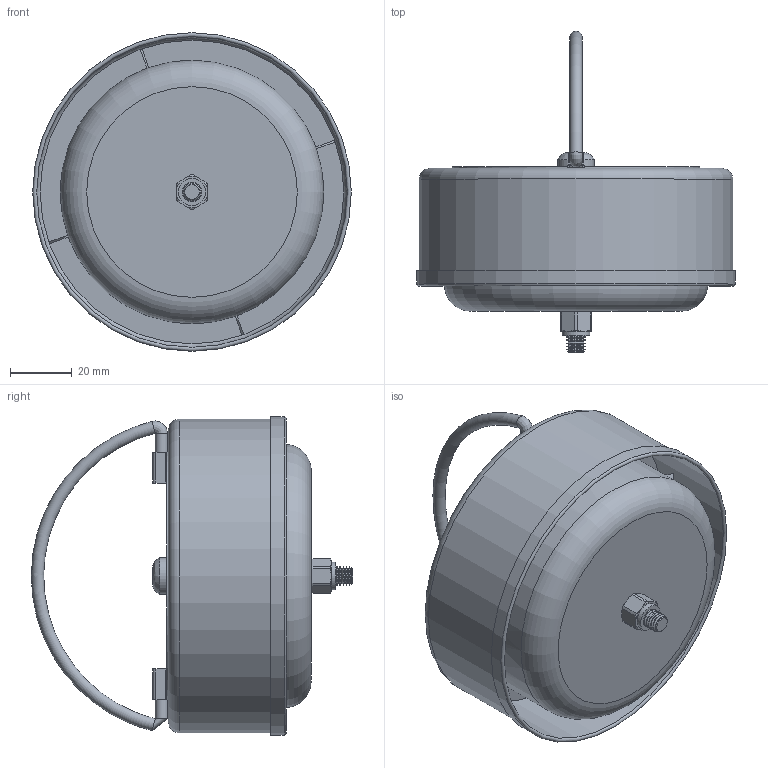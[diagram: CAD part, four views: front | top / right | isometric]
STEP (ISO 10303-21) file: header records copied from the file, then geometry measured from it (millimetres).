
FILE_DESCRIPTION((''),'2;1');
FILE_NAME('HRL-1-100.stp','2014-02-20T11:29:47',(''),(''),'Autodesk Inventor 2013','Autodesk Inventor 2013','');
FILE_SCHEMA(('AUTOMOTIVE_DESIGN { 1 2 10303 214 0 1 1 1 }'));
Length unit declared in the file: millimetre
Products named in the file (10): HRL-1-100; FD10003; 999656; 126023_MedHål; 999179; 999220_Ø80; 999301-100; 999206; 999205; 999655
Assembly tree (12 placements, depth 2):
  HRL-1-100
    FD10003
    999656
    126023_MedHål
    999179
    999220_Ø80
    999301-100  x4
    999206
    999205
    999655
Bounding box: 102.85 x 103.75 x 102.85 mm (x, y, z)
Volume: 277176.2 mm3; surface area: 136104.9 mm2
Topology: 13 solids, 13 shells, 607 faces, 1531 edges, 934 vertices
Faces by surface type: plane 186, cylinder 155, cone 148, torus 108, bspline 10
Full cylindrical faces by diameter (mm): 4 x2, 4.5 x4, 4.917 x6, 6 x59, 6.072 x1, 8.863 x1, 12 x1, 80 x2, 83.8 x1, 85 x1, 98 x1, 100.25 x1, 101.25 x1, 101.85 x1, 102.85 x1
Entity records: 13873 total; most frequent: CARTESIAN_POINT 2537, DIRECTION 2495, ORIENTED_EDGE 1778, AXIS2_PLACEMENT_3D 1096, EDGE_CURVE 889, EDGE_LOOP 865, VERTEX_POINT 656, CIRCLE 546
